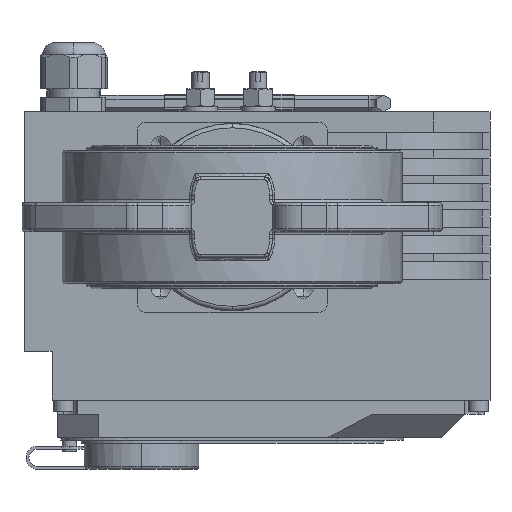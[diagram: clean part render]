
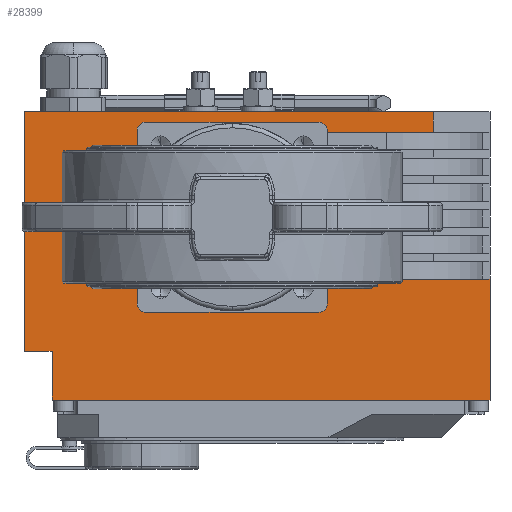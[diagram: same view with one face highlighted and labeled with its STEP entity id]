
A CAD part, front view. The second image highlights one B-rep face of the part: STEP entity #28399.
In plain terms, the highlighted planar face has unit normal (0, -1, 0).
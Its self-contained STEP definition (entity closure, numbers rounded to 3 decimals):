
#762 = CARTESIAN_POINT ( 'NONE',  ( 21.566, 120.71, -23.048 ) ) ;
#932 = CARTESIAN_POINT ( 'NONE',  ( -80.434, 120.71, 43.452 ) ) ;
#1042 = LINE ( 'NONE', #30554, #31950 ) ;
#1278 = LINE ( 'NONE', #29461, #34236 ) ;
#1342 = EDGE_CURVE ( 'NONE', #12403, #29815, #29811, .T. ) ;
#1491 = VERTEX_POINT ( 'NONE', #16158 ) ;
#1493 = DIRECTION ( 'NONE',  ( 0., -1., 0. ) ) ;
#1560 = EDGE_CURVE ( 'NONE', #20863, #22287, #20199, .T. ) ;
#1573 = DIRECTION ( 'NONE',  ( -1., 0., 0. ) ) ;
#1619 = VERTEX_POINT ( 'NONE', #29946 ) ;
#1839 = DIRECTION ( 'NONE',  ( 1., 0., 0. ) ) ;
#3144 = EDGE_CURVE ( 'NONE', #4643, #29924, #13890, .T. ) ;
#3260 = DIRECTION ( 'NONE',  ( 0., -1., 0. ) ) ;
#3267 = ORIENTED_EDGE ( 'NONE', *, *, #11982, .F. ) ;
#3390 = CARTESIAN_POINT ( 'NONE',  ( -80.434, 120.71, 43.452 ) ) ;
#3468 = DIRECTION ( 'NONE',  ( 0., -1., 0. ) ) ;
#3883 = CARTESIAN_POINT ( 'NONE',  ( -70.934, 120.71, -20.548 ) ) ;
#4208 = VECTOR ( 'NONE', #1573, 1000. ) ;
#4255 = ORIENTED_EDGE ( 'NONE', *, *, #26833, .F. ) ;
#4311 = CARTESIAN_POINT ( 'NONE',  ( -41.434, 120.71, 36.952 ) ) ;
#4643 = VERTEX_POINT ( 'NONE', #32257 ) ;
#4817 = VERTEX_POINT ( 'NONE', #30856 ) ;
#5940 = PLANE ( 'NONE',  #13647 ) ;
#6148 = CARTESIAN_POINT ( 'NONE',  ( -80.434, 120.71, -39.548 ) ) ;
#6540 = DIRECTION ( 'NONE',  ( 0., 0., -1. ) ) ;
#7108 = CARTESIAN_POINT ( 'NONE',  ( 81.066, 120.71, -56.548 ) ) ;
#7115 = CARTESIAN_POINT ( 'NONE',  ( -80.434, 120.71, 43.452 ) ) ;
#7474 = ORIENTED_EDGE ( 'NONE', *, *, #23616, .F. ) ;
#7610 = CARTESIAN_POINT ( 'NONE',  ( -80.434, 120.71, -14.548 ) ) ;
#7758 = VERTEX_POINT ( 'NONE', #7108 ) ;
#7794 = DIRECTION ( 'NONE',  ( 1., 0., 0. ) ) ;
#7902 = EDGE_CURVE ( 'NONE', #20624, #4817, #14876, .T. ) ;
#8346 = ORIENTED_EDGE ( 'NONE', *, *, #3144, .F. ) ;
#8365 = CARTESIAN_POINT ( 'NONE',  ( -38.434, 120.71, -26.048 ) ) ;
#8832 = CARTESIAN_POINT ( 'NONE',  ( -38.434, 120.71, 36.952 ) ) ;
#9195 = CIRCLE ( 'NONE', #15445, 3. ) ;
#9553 = EDGE_CURVE ( 'NONE', #29924, #32801, #18921, .T. ) ;
#9681 = DIRECTION ( 'NONE',  ( 0., 0., -1. ) ) ;
#10297 = ORIENTED_EDGE ( 'NONE', *, *, #19877, .F. ) ;
#10801 = CARTESIAN_POINT ( 'NONE',  ( -80.434, 120.71, -39.548 ) ) ;
#11062 = ORIENTED_EDGE ( 'NONE', *, *, #1560, .F. ) ;
#11521 = ORIENTED_EDGE ( 'NONE', *, *, #32763, .T. ) ;
#11558 = EDGE_CURVE ( 'NONE', #31717, #4643, #21312, .T. ) ;
#11982 = EDGE_CURVE ( 'NONE', #7758, #23879, #19603, .T. ) ;
#11985 = VERTEX_POINT ( 'NONE', #22564 ) ;
#12073 = DIRECTION ( 'NONE',  ( -1., 0., 0. ) ) ;
#12277 = EDGE_CURVE ( 'NONE', #11985, #15981, #17472, .T. ) ;
#12366 = VECTOR ( 'NONE', #15827, 1000. ) ;
#12403 = VERTEX_POINT ( 'NONE', #28008 ) ;
#13113 = VECTOR ( 'NONE', #29712, 1000. ) ;
#13431 = ORIENTED_EDGE ( 'NONE', *, *, #30122, .F. ) ;
#13647 = AXIS2_PLACEMENT_3D ( 'NONE', #3390, #22030, #22376 ) ;
#13890 = LINE ( 'NONE', #31630, #23504 ) ;
#14234 = DIRECTION ( 'NONE',  ( 1., 0., 0. ) ) ;
#14457 = CARTESIAN_POINT ( 'NONE',  ( 81.066, 120.71, 43.452 ) ) ;
#14557 = ORIENTED_EDGE ( 'NONE', *, *, #29971, .T. ) ;
#14876 = LINE ( 'NONE', #10801, #12366 ) ;
#15025 = VECTOR ( 'NONE', #31904, 1000. ) ;
#15445 = AXIS2_PLACEMENT_3D ( 'NONE', #22720, #1493, #12073 ) ;
#15579 = DIRECTION ( 'NONE',  ( 0., -1., 0. ) ) ;
#15827 = DIRECTION ( 'NONE',  ( 1., 0., 0. ) ) ;
#15831 = CARTESIAN_POINT ( 'NONE',  ( -80.434, 120.71, 36.452 ) ) ;
#15981 = VERTEX_POINT ( 'NONE', #17975 ) ;
#16138 = LINE ( 'NONE', #31098, #29525 ) ;
#16158 = CARTESIAN_POINT ( 'NONE',  ( -41.434, 120.71, -23.048 ) ) ;
#16338 = EDGE_CURVE ( 'NONE', #33779, #20958, #16620, .T. ) ;
#16620 = LINE ( 'NONE', #932, #22514 ) ;
#16776 = DIRECTION ( 'NONE',  ( 0., 0., -1. ) ) ;
#17161 = CARTESIAN_POINT ( 'NONE',  ( 81.066, 120.71, -56.548 ) ) ;
#17472 = LINE ( 'NONE', #7610, #26285 ) ;
#17514 = LINE ( 'NONE', #28907, #15025 ) ;
#17975 = CARTESIAN_POINT ( 'NONE',  ( 81.066, 120.71, -14.548 ) ) ;
#18372 = DIRECTION ( 'NONE',  ( 1., 0., 0. ) ) ;
#18504 = CARTESIAN_POINT ( 'NONE',  ( -38.434, 120.71, 39.952 ) ) ;
#18681 = ORIENTED_EDGE ( 'NONE', *, *, #24068, .F. ) ;
#18683 = VECTOR ( 'NONE', #6540, 1000. ) ;
#18921 = CIRCLE ( 'NONE', #31955, 3. ) ;
#19603 = LINE ( 'NONE', #17161, #4208 ) ;
#19671 = DIRECTION ( 'NONE',  ( -1., 0., 0. ) ) ;
#19877 = EDGE_CURVE ( 'NONE', #1619, #11985, #21081, .T. ) ;
#20199 = LINE ( 'NONE', #8365, #13113 ) ;
#20624 = VERTEX_POINT ( 'NONE', #6148 ) ;
#20773 = DIRECTION ( 'NONE',  ( 0., 0., 1. ) ) ;
#20863 = VERTEX_POINT ( 'NONE', #33873 ) ;
#20922 = CARTESIAN_POINT ( 'NONE',  ( 61.366, 120.71, 43.452 ) ) ;
#20958 = VERTEX_POINT ( 'NONE', #20922 ) ;
#21081 = LINE ( 'NONE', #23920, #24426 ) ;
#21312 = CIRCLE ( 'NONE', #33815, 3. ) ;
#21362 = DIRECTION ( 'NONE',  ( -1., 0., 0. ) ) ;
#21547 = DIRECTION ( 'NONE',  ( 0., 0., 1. ) ) ;
#21646 = CARTESIAN_POINT ( 'NONE',  ( 24.566, 120.71, 36.952 ) ) ;
#21707 = ORIENTED_EDGE ( 'NONE', *, *, #23220, .F. ) ;
#21963 = CARTESIAN_POINT ( 'NONE',  ( 21.566, 120.71, -26.048 ) ) ;
#22030 = DIRECTION ( 'NONE',  ( 0., 1., 0. ) ) ;
#22051 = ORIENTED_EDGE ( 'NONE', *, *, #12277, .F. ) ;
#22195 = ORIENTED_EDGE ( 'NONE', *, *, #16338, .F. ) ;
#22286 = FACE_OUTER_BOUND ( 'NONE', #22676, .T. ) ;
#22287 = VERTEX_POINT ( 'NONE', #21963 ) ;
#22376 = DIRECTION ( 'NONE',  ( -1., 0., 0. ) ) ;
#22386 = ORIENTED_EDGE ( 'NONE', *, *, #1342, .T. ) ;
#22405 = AXIS2_PLACEMENT_3D ( 'NONE', #762, #3468, #30135 ) ;
#22514 = VECTOR ( 'NONE', #14234, 1000. ) ;
#22564 = CARTESIAN_POINT ( 'NONE',  ( 24.566, 120.71, -14.548 ) ) ;
#22676 = EDGE_LOOP ( 'NONE', ( #3267, #18681, #22051, #10297, #7474, #11062, #21707, #4255, #23550, #8346, #34092, #13431, #22386, #14557, #22195, #11521, #22978, #30293 ) ) ;
#22720 = CARTESIAN_POINT ( 'NONE',  ( -38.434, 120.71, -23.048 ) ) ;
#22978 = ORIENTED_EDGE ( 'NONE', *, *, #7902, .T. ) ;
#23220 = EDGE_CURVE ( 'NONE', #1491, #20863, #9195, .T. ) ;
#23504 = VECTOR ( 'NONE', #21362, 1000. ) ;
#23550 = ORIENTED_EDGE ( 'NONE', *, *, #9553, .F. ) ;
#23616 = EDGE_CURVE ( 'NONE', #22287, #1619, #31694, .T. ) ;
#23879 = VERTEX_POINT ( 'NONE', #34203 ) ;
#23920 = CARTESIAN_POINT ( 'NONE',  ( 24.566, 120.71, 36.952 ) ) ;
#24068 = EDGE_CURVE ( 'NONE', #15981, #7758, #33768, .T. ) ;
#24265 = EDGE_CURVE ( 'NONE', #4817, #23879, #25393, .T. ) ;
#24426 = VECTOR ( 'NONE', #20773, 1000. ) ;
#25393 = LINE ( 'NONE', #3883, #18683 ) ;
#26285 = VECTOR ( 'NONE', #1839, 1000. ) ;
#26672 = VECTOR ( 'NONE', #16776, 1000. ) ;
#26833 = EDGE_CURVE ( 'NONE', #32801, #1491, #1042, .T. ) ;
#28008 = CARTESIAN_POINT ( 'NONE',  ( 24.566, 120.71, 36.452 ) ) ;
#28399 = ADVANCED_FACE ( 'NONE', ( #22286 ), #5940, .F. ) ;
#28433 = DIRECTION ( 'NONE',  ( 0., 0., -1. ) ) ;
#28777 = CARTESIAN_POINT ( 'NONE',  ( 21.566, 120.71, 36.952 ) ) ;
#28907 = CARTESIAN_POINT ( 'NONE',  ( 61.366, 120.71, -42.408 ) ) ;
#28983 = VECTOR ( 'NONE', #7794, 1000. ) ;
#29461 = CARTESIAN_POINT ( 'NONE',  ( 24.566, 120.71, 36.952 ) ) ;
#29525 = VECTOR ( 'NONE', #28433, 1000. ) ;
#29712 = DIRECTION ( 'NONE',  ( 1., 0., 0. ) ) ;
#29811 = LINE ( 'NONE', #15831, #28983 ) ;
#29815 = VERTEX_POINT ( 'NONE', #30989 ) ;
#29924 = VERTEX_POINT ( 'NONE', #18504 ) ;
#29946 = CARTESIAN_POINT ( 'NONE',  ( 24.566, 120.71, -23.048 ) ) ;
#29971 = EDGE_CURVE ( 'NONE', #29815, #20958, #17514, .T. ) ;
#30122 = EDGE_CURVE ( 'NONE', #12403, #31717, #1278, .T. ) ;
#30135 = DIRECTION ( 'NONE',  ( 1., 0., 0. ) ) ;
#30293 = ORIENTED_EDGE ( 'NONE', *, *, #24265, .T. ) ;
#30554 = CARTESIAN_POINT ( 'NONE',  ( -41.434, 120.71, 36.952 ) ) ;
#30856 = CARTESIAN_POINT ( 'NONE',  ( -70.934, 120.71, -39.548 ) ) ;
#30989 = CARTESIAN_POINT ( 'NONE',  ( 61.366, 120.71, 36.452 ) ) ;
#31098 = CARTESIAN_POINT ( 'NONE',  ( -80.434, 120.71, 43.452 ) ) ;
#31630 = CARTESIAN_POINT ( 'NONE',  ( -38.434, 120.71, 39.952 ) ) ;
#31694 = CIRCLE ( 'NONE', #22405, 3. ) ;
#31717 = VERTEX_POINT ( 'NONE', #21646 ) ;
#31904 = DIRECTION ( 'NONE',  ( 0., 0., 1. ) ) ;
#31950 = VECTOR ( 'NONE', #9681, 1000. ) ;
#31955 = AXIS2_PLACEMENT_3D ( 'NONE', #8832, #3260, #19671 ) ;
#32257 = CARTESIAN_POINT ( 'NONE',  ( 21.566, 120.71, 39.952 ) ) ;
#32763 = EDGE_CURVE ( 'NONE', #33779, #20624, #16138, .T. ) ;
#32801 = VERTEX_POINT ( 'NONE', #4311 ) ;
#33768 = LINE ( 'NONE', #14457, #26672 ) ;
#33779 = VERTEX_POINT ( 'NONE', #7115 ) ;
#33815 = AXIS2_PLACEMENT_3D ( 'NONE', #28777, #15579, #18372 ) ;
#33873 = CARTESIAN_POINT ( 'NONE',  ( -38.434, 120.71, -26.048 ) ) ;
#34092 = ORIENTED_EDGE ( 'NONE', *, *, #11558, .F. ) ;
#34203 = CARTESIAN_POINT ( 'NONE',  ( -70.934, 120.71, -56.548 ) ) ;
#34236 = VECTOR ( 'NONE', #21547, 1000. ) ;
